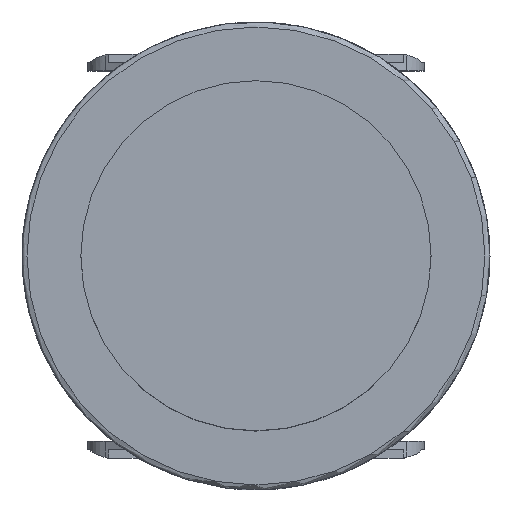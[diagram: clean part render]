
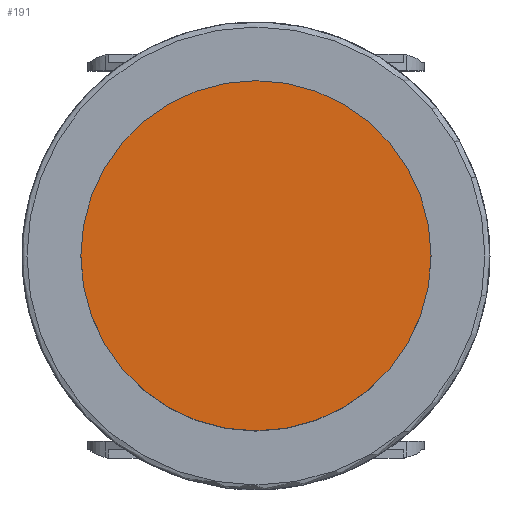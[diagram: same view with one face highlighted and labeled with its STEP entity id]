
A CAD part, top view. The second image highlights one B-rep face of the part: STEP entity #191.
In plain terms, the highlighted planar face has unit normal (0, 0, 1).
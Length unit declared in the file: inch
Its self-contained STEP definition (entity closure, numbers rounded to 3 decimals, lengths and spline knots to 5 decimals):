
#160=CARTESIAN_POINT('',(-0.40945,0.0,1.27953));
#161=VERTEX_POINT('',#160);
#162=CARTESIAN_POINT('',(0.0,0.0,1.27953));
#163=DIRECTION('',(0.0,0.0,-1.0));
#164=DIRECTION('',(1.0,0.0,0.0));
#165=AXIS2_PLACEMENT_3D('',#162,#163,#164);
#166=CIRCLE('',#165,0.40945);
#167=EDGE_CURVE('',#161,#161,#166,.T.);
#183=CARTESIAN_POINT('',(-0.45039,0.45039,1.27953));
#184=DIRECTION('',(0.0,0.0,-1.0));
#185=DIRECTION('',(-1.0,0.0,0.0));
#186=AXIS2_PLACEMENT_3D('',#183,#184,#185);
#187=PLANE('',#186);
#188=ORIENTED_EDGE('',*,*,#167,.F.);
#189=EDGE_LOOP('',(#188));
#190=FACE_OUTER_BOUND('',#189,.T.);
#191=ADVANCED_FACE('',(#190),#187,.F.);
